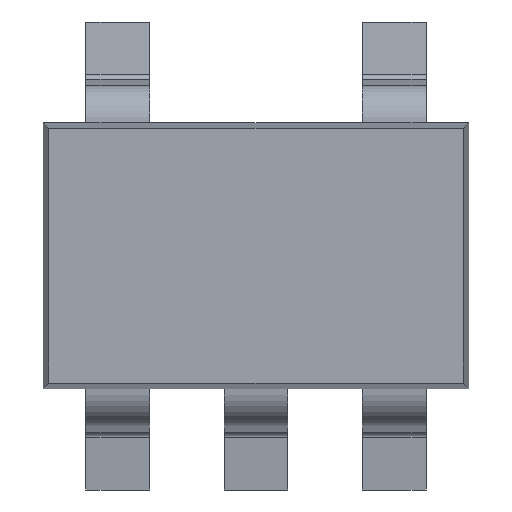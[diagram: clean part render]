
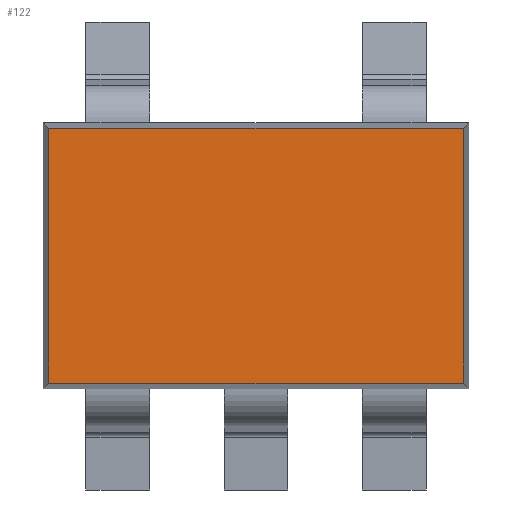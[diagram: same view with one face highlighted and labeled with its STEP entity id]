
A CAD part, top view. The second image highlights one B-rep face of the part: STEP entity #122.
In plain terms, the highlighted planar face has unit normal (0, 0, 1).
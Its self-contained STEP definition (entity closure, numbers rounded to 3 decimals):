
#122=ADVANCED_FACE('',(#299),#300,.T.);
#299=FACE_OUTER_BOUND('',#528,.T.);
#300=PLANE('',#529);
#528=EDGE_LOOP('',(#831,#832,#833,#834));
#529=AXIS2_PLACEMENT_3D('',#835,#836,#837);
#831=ORIENTED_EDGE('',*,*,#1446,.T.);
#832=ORIENTED_EDGE('',*,*,#1442,.F.);
#833=ORIENTED_EDGE('',*,*,#1452,.F.);
#834=ORIENTED_EDGE('',*,*,#1453,.T.);
#835=CARTESIAN_POINT('',(1.0,0.599,0.45));
#836=DIRECTION('',(0.0,0.0,1.0));
#837=DIRECTION('',(1.0,-0.0,0.0));
#1442=EDGE_CURVE('',#1740,#1741,#1742,.T.);
#1446=EDGE_CURVE('',#1746,#1741,#1747,.T.);
#1452=EDGE_CURVE('',#1755,#1740,#1756,.T.);
#1453=EDGE_CURVE('',#1755,#1746,#1757,.T.);
#1740=VERTEX_POINT('',#2158);
#1741=VERTEX_POINT('',#2159);
#1742=LINE('',#2160,#2161);
#1746=VERTEX_POINT('',#2167);
#1747=LINE('',#2168,#2169);
#1755=VERTEX_POINT('',#2181);
#1756=LINE('',#2182,#2183);
#1757=LINE('',#2184,#2185);
#2158=CARTESIAN_POINT('',(-0.974,-0.599,0.45));
#2159=CARTESIAN_POINT('',(-0.974,0.599,0.45));
#2160=CARTESIAN_POINT('',(-0.974,-2.543,0.45));
#2161=VECTOR('',#2607,1000.0);
#2167=CARTESIAN_POINT('',(0.974,0.599,0.45));
#2168=CARTESIAN_POINT('',(1.0,0.599,0.45));
#2169=VECTOR('',#2610,1000.0);
#2181=CARTESIAN_POINT('',(0.974,-0.599,0.45));
#2182=CARTESIAN_POINT('',(1.0,-0.599,0.45));
#2183=VECTOR('',#2615,1000.0);
#2184=CARTESIAN_POINT('',(0.974,-2.543,0.45));
#2185=VECTOR('',#2616,1000.0);
#2607=DIRECTION('',(0.0,1.0,0.0));
#2610=DIRECTION('',(-1.0,0.0,0.0));
#2615=DIRECTION('',(-1.0,0.0,0.0));
#2616=DIRECTION('',(0.0,1.0,0.0));
